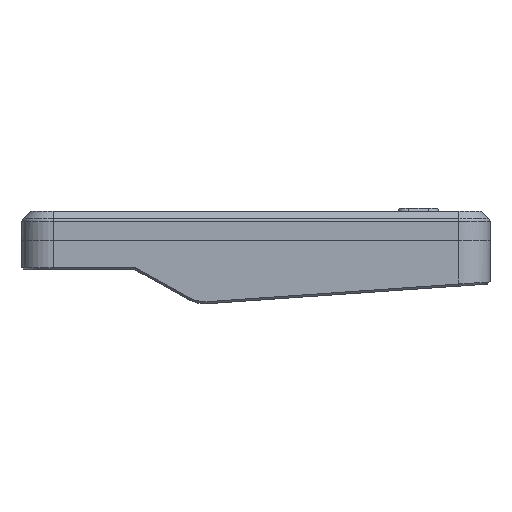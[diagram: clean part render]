
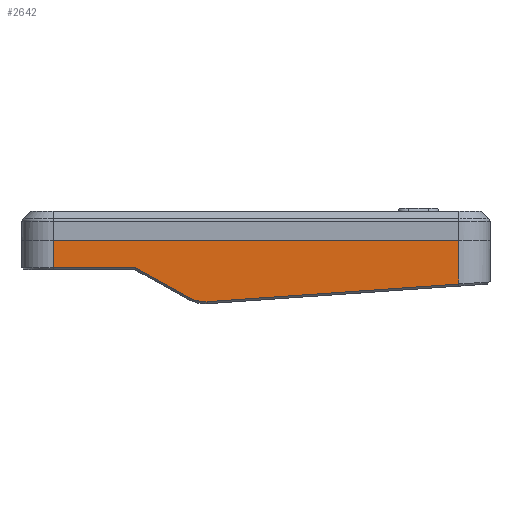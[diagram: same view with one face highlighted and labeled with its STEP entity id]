
A CAD part, left-side view. The second image highlights one B-rep face of the part: STEP entity #2642.
In plain terms, the highlighted planar face has unit normal (-1, 0, 0).
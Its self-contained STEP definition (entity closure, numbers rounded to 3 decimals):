
#380 = CYLINDRICAL_SURFACE('',#381,7.5);
#381 = AXIS2_PLACEMENT_3D('',#382,#383,#384);
#382 = CARTESIAN_POINT('',(-134.35,48.625,0.));
#383 = DIRECTION('',(0.,0.,1.));
#384 = DIRECTION('',(1.,0.,0.));
#660 = PLANE('',#661);
#661 = AXIS2_PLACEMENT_3D('',#662,#663,#664);
#662 = CARTESIAN_POINT('',(-141.6,48.625,-6.75));
#663 = DIRECTION('',(-0.707,0.,-0.707));
#664 = DIRECTION('',(0.,-1.,0.));
#761 = VERTEX_POINT('',#762);
#762 = CARTESIAN_POINT('',(-141.85,48.625,-6.5));
#1171 = VERTEX_POINT('',#1172);
#1172 = CARTESIAN_POINT('',(-141.85,48.625,0.));
#1199 = EDGE_CURVE('',#1171,#761,#1200,.T.);
#1200 = SURFACE_CURVE('',#1201,(#1205,#1212),.PCURVE_S1.);
#1201 = LINE('',#1202,#1203);
#1202 = CARTESIAN_POINT('',(-141.85,48.625,0.));
#1203 = VECTOR('',#1204,1.);
#1204 = DIRECTION('',(0.,0.,-1.));
#1205 = PCURVE('',#380,#1206);
#1206 = DEFINITIONAL_REPRESENTATION('',(#1207),#1211);
#1207 = LINE('',#1208,#1209);
#1208 = CARTESIAN_POINT('',(-3.142,0.));
#1209 = VECTOR('',#1210,1.);
#1210 = DIRECTION('',(-0.,-1.));
#1211 = ( GEOMETRIC_REPRESENTATION_CONTEXT(2) 
PARAMETRIC_REPRESENTATION_CONTEXT() REPRESENTATION_CONTEXT('2D SPACE',''
  ) );
#1212 = PCURVE('',#1213,#1218);
#1213 = PLANE('',#1214);
#1214 = AXIS2_PLACEMENT_3D('',#1215,#1216,#1217);
#1215 = CARTESIAN_POINT('',(-141.85,-48.625,0.));
#1216 = DIRECTION('',(1.,0.,0.));
#1217 = DIRECTION('',(0.,1.,0.));
#1218 = DEFINITIONAL_REPRESENTATION('',(#1219),#1223);
#1219 = LINE('',#1220,#1221);
#1220 = CARTESIAN_POINT('',(97.25,0.));
#1221 = VECTOR('',#1222,1.);
#1222 = DIRECTION('',(0.,-1.));
#1223 = ( GEOMETRIC_REPRESENTATION_CONTEXT(2) 
PARAMETRIC_REPRESENTATION_CONTEXT() REPRESENTATION_CONTEXT('2D SPACE',''
  ) );
#1870 = PLANE('',#1871);
#1871 = AXIS2_PLACEMENT_3D('',#1872,#1873,#1874);
#1872 = CARTESIAN_POINT('',(-141.6,28.937,-6.781));
#1873 = DIRECTION('',(0.707,-0.343,0.619));
#1874 = DIRECTION('',(0.,-0.875,-0.485));
#1889 = VERTEX_POINT('',#1890);
#1890 = CARTESIAN_POINT('',(-141.85,28.929,-6.5));
#1911 = EDGE_CURVE('',#761,#1889,#1912,.T.);
#1912 = SURFACE_CURVE('',#1913,(#1917,#1924),.PCURVE_S1.);
#1913 = LINE('',#1914,#1915);
#1914 = CARTESIAN_POINT('',(-141.85,48.625,-6.5));
#1915 = VECTOR('',#1916,1.);
#1916 = DIRECTION('',(0.,-1.,0.));
#1917 = PCURVE('',#660,#1918);
#1918 = DEFINITIONAL_REPRESENTATION('',(#1919),#1923);
#1919 = LINE('',#1920,#1921);
#1920 = CARTESIAN_POINT('',(-0.,0.354));
#1921 = VECTOR('',#1922,1.);
#1922 = DIRECTION('',(1.,0.));
#1923 = ( GEOMETRIC_REPRESENTATION_CONTEXT(2) 
PARAMETRIC_REPRESENTATION_CONTEXT() REPRESENTATION_CONTEXT('2D SPACE',''
  ) );
#1924 = PCURVE('',#1213,#1925);
#1925 = DEFINITIONAL_REPRESENTATION('',(#1926),#1930);
#1926 = LINE('',#1927,#1928);
#1927 = CARTESIAN_POINT('',(97.25,-6.5));
#1928 = VECTOR('',#1929,1.);
#1929 = DIRECTION('',(-1.,0.));
#1930 = ( GEOMETRIC_REPRESENTATION_CONTEXT(2) 
PARAMETRIC_REPRESENTATION_CONTEXT() REPRESENTATION_CONTEXT('2D SPACE',''
  ) );
#2630 = PLANE('',#2631);
#2631 = AXIS2_PLACEMENT_3D('',#2632,#2633,#2634);
#2632 = CARTESIAN_POINT('',(-141.85,-48.625,0.));
#2633 = DIRECTION('',(-1.,0.,0.));
#2634 = DIRECTION('',(0.,1.,0.));
#2642 = ADVANCED_FACE('',(#2643),#1213,.F.);
#2643 = FACE_BOUND('',#2644,.F.);
#2644 = EDGE_LOOP('',(#2645,#2646,#2669,#2697,#2725,#2758,#2779));
#2645 = ORIENTED_EDGE('',*,*,#1199,.F.);
#2646 = ORIENTED_EDGE('',*,*,#2647,.F.);
#2647 = EDGE_CURVE('',#2648,#1171,#2650,.T.);
#2648 = VERTEX_POINT('',#2649);
#2649 = CARTESIAN_POINT('',(-141.85,-48.625,0.));
#2650 = SURFACE_CURVE('',#2651,(#2655,#2662),.PCURVE_S1.);
#2651 = LINE('',#2652,#2653);
#2652 = CARTESIAN_POINT('',(-141.85,-48.625,0.));
#2653 = VECTOR('',#2654,1.);
#2654 = DIRECTION('',(0.,1.,0.));
#2655 = PCURVE('',#1213,#2656);
#2656 = DEFINITIONAL_REPRESENTATION('',(#2657),#2661);
#2657 = LINE('',#2658,#2659);
#2658 = CARTESIAN_POINT('',(0.,0.));
#2659 = VECTOR('',#2660,1.);
#2660 = DIRECTION('',(1.,0.));
#2661 = ( GEOMETRIC_REPRESENTATION_CONTEXT(2) 
PARAMETRIC_REPRESENTATION_CONTEXT() REPRESENTATION_CONTEXT('2D SPACE',''
  ) );
#2662 = PCURVE('',#2630,#2663);
#2663 = DEFINITIONAL_REPRESENTATION('',(#2664),#2668);
#2664 = LINE('',#2665,#2666);
#2665 = CARTESIAN_POINT('',(0.,0.));
#2666 = VECTOR('',#2667,1.);
#2667 = DIRECTION('',(1.,0.));
#2668 = ( GEOMETRIC_REPRESENTATION_CONTEXT(2) 
PARAMETRIC_REPRESENTATION_CONTEXT() REPRESENTATION_CONTEXT('2D SPACE',''
  ) );
#2669 = ORIENTED_EDGE('',*,*,#2670,.T.);
#2670 = EDGE_CURVE('',#2648,#2671,#2673,.T.);
#2671 = VERTEX_POINT('',#2672);
#2672 = CARTESIAN_POINT('',(-141.85,-48.625,-10.423));
#2673 = SURFACE_CURVE('',#2674,(#2678,#2685),.PCURVE_S1.);
#2674 = LINE('',#2675,#2676);
#2675 = CARTESIAN_POINT('',(-141.85,-48.625,0.));
#2676 = VECTOR('',#2677,1.);
#2677 = DIRECTION('',(0.,0.,-1.));
#2678 = PCURVE('',#1213,#2679);
#2679 = DEFINITIONAL_REPRESENTATION('',(#2680),#2684);
#2680 = LINE('',#2681,#2682);
#2681 = CARTESIAN_POINT('',(0.,0.));
#2682 = VECTOR('',#2683,1.);
#2683 = DIRECTION('',(0.,-1.));
#2684 = ( GEOMETRIC_REPRESENTATION_CONTEXT(2) 
PARAMETRIC_REPRESENTATION_CONTEXT() REPRESENTATION_CONTEXT('2D SPACE',''
  ) );
#2685 = PCURVE('',#2686,#2691);
#2686 = CYLINDRICAL_SURFACE('',#2687,7.5);
#2687 = AXIS2_PLACEMENT_3D('',#2688,#2689,#2690);
#2688 = CARTESIAN_POINT('',(-134.35,-48.625,0.));
#2689 = DIRECTION('',(0.,0.,1.));
#2690 = DIRECTION('',(1.,0.,0.));
#2691 = DEFINITIONAL_REPRESENTATION('',(#2692),#2696);
#2692 = LINE('',#2693,#2694);
#2693 = CARTESIAN_POINT('',(-3.142,0.));
#2694 = VECTOR('',#2695,1.);
#2695 = DIRECTION('',(-0.,-1.));
#2696 = ( GEOMETRIC_REPRESENTATION_CONTEXT(2) 
PARAMETRIC_REPRESENTATION_CONTEXT() REPRESENTATION_CONTEXT('2D SPACE',''
  ) );
#2697 = ORIENTED_EDGE('',*,*,#2698,.F.);
#2698 = EDGE_CURVE('',#2699,#2671,#2701,.T.);
#2699 = VERTEX_POINT('',#2700);
#2700 = CARTESIAN_POINT('',(-141.85,11.731,-14.644));
#2701 = SURFACE_CURVE('',#2702,(#2706,#2713),.PCURVE_S1.);
#2702 = LINE('',#2703,#2704);
#2703 = CARTESIAN_POINT('',(-141.85,11.731,-14.644));
#2704 = VECTOR('',#2705,1.);
#2705 = DIRECTION('',(0.,-0.998,0.07));
#2706 = PCURVE('',#1213,#2707);
#2707 = DEFINITIONAL_REPRESENTATION('',(#2708),#2712);
#2708 = LINE('',#2709,#2710);
#2709 = CARTESIAN_POINT('',(60.356,-14.644));
#2710 = VECTOR('',#2711,1.);
#2711 = DIRECTION('',(-0.998,0.07));
#2712 = ( GEOMETRIC_REPRESENTATION_CONTEXT(2) 
PARAMETRIC_REPRESENTATION_CONTEXT() REPRESENTATION_CONTEXT('2D SPACE',''
  ) );
#2713 = PCURVE('',#2714,#2719);
#2714 = PLANE('',#2715);
#2715 = AXIS2_PLACEMENT_3D('',#2716,#2717,#2718);
#2716 = CARTESIAN_POINT('',(-141.6,11.714,-14.893));
#2717 = DIRECTION('',(0.707,0.049,0.705)
  );
#2718 = DIRECTION('',(0.,-0.998,
    0.07));
#2719 = DEFINITIONAL_REPRESENTATION('',(#2720),#2724);
#2720 = LINE('',#2721,#2722);
#2721 = CARTESIAN_POINT('',(0.,-0.354));
#2722 = VECTOR('',#2723,1.);
#2723 = DIRECTION('',(1.,0.));
#2724 = ( GEOMETRIC_REPRESENTATION_CONTEXT(2) 
PARAMETRIC_REPRESENTATION_CONTEXT() REPRESENTATION_CONTEXT('2D SPACE',''
  ) );
#2725 = ORIENTED_EDGE('',*,*,#2726,.F.);
#2726 = EDGE_CURVE('',#2727,#2699,#2729,.T.);
#2727 = VERTEX_POINT('',#2728);
#2728 = CARTESIAN_POINT('',(-141.85,15.888,-13.723));
#2729 = SURFACE_CURVE('',#2730,(#2735,#2746),.PCURVE_S1.);
#2730 = CIRCLE('',#2731,7.5);
#2731 = AXIS2_PLACEMENT_3D('',#2732,#2733,#2734);
#2732 = CARTESIAN_POINT('',(-141.85,12.254,-7.162));
#2733 = DIRECTION('',(-1.,0.,-0.));
#2734 = DIRECTION('',(0.,0.485,-0.875));
#2735 = PCURVE('',#1213,#2736);
#2736 = DEFINITIONAL_REPRESENTATION('',(#2737),#2745);
#2737 = ( BOUNDED_CURVE() B_SPLINE_CURVE(2,(#2738,#2739,#2740,#2741,
#2742,#2743,#2744),.UNSPECIFIED.,.T.,.F.) B_SPLINE_CURVE_WITH_KNOTS((1,2
    ,2,2,2,1),(-2.094,0.,2.094,4.189,
6.283,8.378),.UNSPECIFIED.) CURVE() 
GEOMETRIC_REPRESENTATION_ITEM() RATIONAL_B_SPLINE_CURVE((1.,0.5,1.,0.5,
1.,0.5,1.)) REPRESENTATION_ITEM('') );
#2738 = CARTESIAN_POINT('',(64.513,-13.723));
#2739 = CARTESIAN_POINT('',(53.149,-20.017));
#2740 = CARTESIAN_POINT('',(53.38,-7.028));
#2741 = CARTESIAN_POINT('',(53.612,5.96));
#2742 = CARTESIAN_POINT('',(64.744,-0.735));
#2743 = CARTESIAN_POINT('',(75.877,-7.429));
#2744 = CARTESIAN_POINT('',(64.513,-13.723));
#2745 = ( GEOMETRIC_REPRESENTATION_CONTEXT(2) 
PARAMETRIC_REPRESENTATION_CONTEXT() REPRESENTATION_CONTEXT('2D SPACE',''
  ) );
#2746 = PCURVE('',#2747,#2752);
#2747 = CONICAL_SURFACE('',#2748,8.,0.785);
#2748 = AXIS2_PLACEMENT_3D('',#2749,#2750,#2751);
#2749 = CARTESIAN_POINT('',(-141.35,12.254,-7.162));
#2750 = DIRECTION('',(1.,0.,0.));
#2751 = DIRECTION('',(0.,0.485,-0.875));
#2752 = DEFINITIONAL_REPRESENTATION('',(#2753),#2757);
#2753 = LINE('',#2754,#2755);
#2754 = CARTESIAN_POINT('',(-0.,-0.5));
#2755 = VECTOR('',#2756,1.);
#2756 = DIRECTION('',(-1.,0.));
#2757 = ( GEOMETRIC_REPRESENTATION_CONTEXT(2) 
PARAMETRIC_REPRESENTATION_CONTEXT() REPRESENTATION_CONTEXT('2D SPACE',''
  ) );
#2758 = ORIENTED_EDGE('',*,*,#2759,.F.);
#2759 = EDGE_CURVE('',#1889,#2727,#2760,.T.);
#2760 = SURFACE_CURVE('',#2761,(#2765,#2772),.PCURVE_S1.);
#2761 = LINE('',#2762,#2763);
#2762 = CARTESIAN_POINT('',(-141.85,28.816,-6.563));
#2763 = VECTOR('',#2764,1.);
#2764 = DIRECTION('',(-0.,-0.875,-0.485));
#2765 = PCURVE('',#1213,#2766);
#2766 = DEFINITIONAL_REPRESENTATION('',(#2767),#2771);
#2767 = LINE('',#2768,#2769);
#2768 = CARTESIAN_POINT('',(77.441,-6.563));
#2769 = VECTOR('',#2770,1.);
#2770 = DIRECTION('',(-0.875,-0.485));
#2771 = ( GEOMETRIC_REPRESENTATION_CONTEXT(2) 
PARAMETRIC_REPRESENTATION_CONTEXT() REPRESENTATION_CONTEXT('2D SPACE',''
  ) );
#2772 = PCURVE('',#1870,#2773);
#2773 = DEFINITIONAL_REPRESENTATION('',(#2774),#2778);
#2774 = LINE('',#2775,#2776);
#2775 = CARTESIAN_POINT('',(0.,-0.354));
#2776 = VECTOR('',#2777,1.);
#2777 = DIRECTION('',(1.,0.));
#2778 = ( GEOMETRIC_REPRESENTATION_CONTEXT(2) 
PARAMETRIC_REPRESENTATION_CONTEXT() REPRESENTATION_CONTEXT('2D SPACE',''
  ) );
#2779 = ORIENTED_EDGE('',*,*,#1911,.F.);
